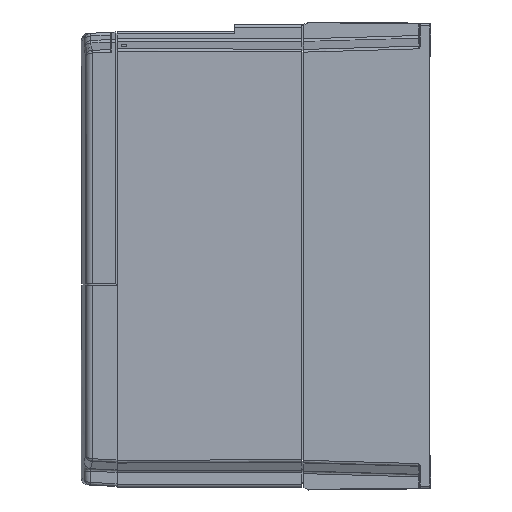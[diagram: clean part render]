
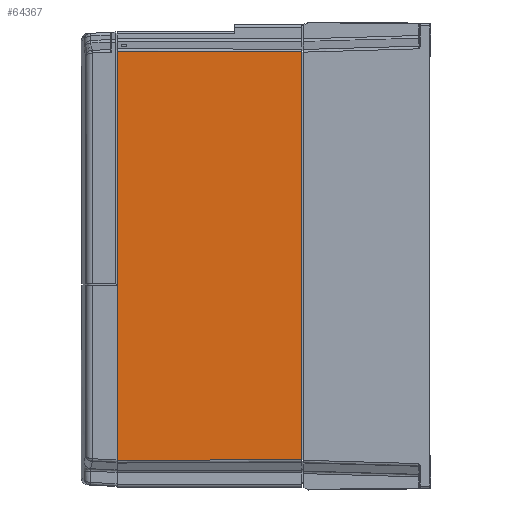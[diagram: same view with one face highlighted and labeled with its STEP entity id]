
A CAD part, left-side view. The second image highlights one B-rep face of the part: STEP entity #64367.
In plain terms, the highlighted planar face has unit normal (-1, 0.018, 0).
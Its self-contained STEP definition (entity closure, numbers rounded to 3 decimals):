
#64367 = ADVANCED_FACE ( 'NONE', ( #193931 ), #193929, .T. ) ;
#64369 = EDGE_LOOP ( 'NONE', ( #64370, #64372, #64465, #64469 ) ) ;
#64370 = ORIENTED_EDGE ( 'NONE', *, *, #64450, .T. ) ;
#64372 = ORIENTED_EDGE ( 'NONE', *, *, #64460, .T. ) ;
#64448 = VERTEX_POINT ( 'NONE', #194006 ) ;
#64450 = EDGE_CURVE ( 'NONE', #64451, #64448, #194004, .T. ) ;
#64451 = VERTEX_POINT ( 'NONE', #193882 ) ;
#64460 = EDGE_CURVE ( 'NONE', #64448, #64463, #193836, .T. ) ;
#64463 = VERTEX_POINT ( 'NONE', #194159 ) ;
#64465 = ORIENTED_EDGE ( 'NONE', *, *, #64467, .T. ) ;
#64467 = EDGE_CURVE ( 'NONE', #64463, #64468, #194152, .T. ) ;
#64468 = VERTEX_POINT ( 'NONE', #194142 ) ;
#64469 = ORIENTED_EDGE ( 'NONE', *, *, #64470, .F. ) ;
#64470 = EDGE_CURVE ( 'NONE', #64451, #64468, #194129, .T. ) ;
#193836 = LINE ( 'NONE', #194169, #194166 ) ;
#193882 = CARTESIAN_POINT ( 'NONE',  ( 4.5, 140., 21.65 ) ) ;
#193883 = DIRECTION ( 'NONE',  ( -0.018, -1., 0.004 ) ) ;
#193885 = VECTOR ( 'NONE', #193883, 1000. ) ;
#193887 = CARTESIAN_POINT ( 'NONE',  ( 2.001, 4.078, 22.174 ) ) ;
#193920 = DIRECTION ( 'NONE',  ( -0.018, -1., 0. ) ) ;
#193922 = DIRECTION ( 'NONE',  ( -1., 0.018, 0. ) ) ;
#193923 = CARTESIAN_POINT ( 'NONE',  ( 2., 4., 2.05 ) ) ;
#193924 = AXIS2_PLACEMENT_3D ( 'NONE', #193923, #193922, #193920 ) ;
#193929 = PLANE ( 'NONE',  #193924 ) ;
#193931 = FACE_OUTER_BOUND ( 'NONE', #64369, .T. ) ;
#194004 = LINE ( 'NONE', #193887, #193885 ) ;
#194006 = CARTESIAN_POINT ( 'NONE',  ( 2.018, 5., 22.17 ) ) ;
#194122 = DIRECTION ( 'NONE',  ( 0., 0., 1. ) ) ;
#194124 = VECTOR ( 'NONE', #194122, 1000. ) ;
#194127 = CARTESIAN_POINT ( 'NONE',  ( 4.5, 140., 2.05 ) ) ;
#194129 = LINE ( 'NONE', #194127, #194124 ) ;
#194142 = CARTESIAN_POINT ( 'NONE',  ( 4.5, 140., 320.45 ) ) ;
#194145 = DIRECTION ( 'NONE',  ( 0.018, 1., 0.004 ) ) ;
#194147 = VECTOR ( 'NONE', #194145, 1000. ) ;
#194150 = CARTESIAN_POINT ( 'NONE',  ( 4.5, 140.006, 320.45 ) ) ;
#194152 = LINE ( 'NONE', #194150, #194147 ) ;
#194159 = CARTESIAN_POINT ( 'NONE',  ( 2.018, 5., 319.93 ) ) ;
#194164 = DIRECTION ( 'NONE',  ( 0., 0., 1. ) ) ;
#194166 = VECTOR ( 'NONE', #194164, 1000. ) ;
#194169 = CARTESIAN_POINT ( 'NONE',  ( 2.018, 5., 2.05 ) ) ;
